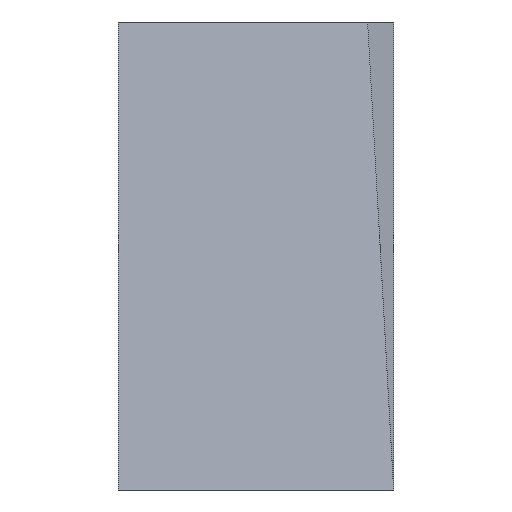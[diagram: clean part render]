
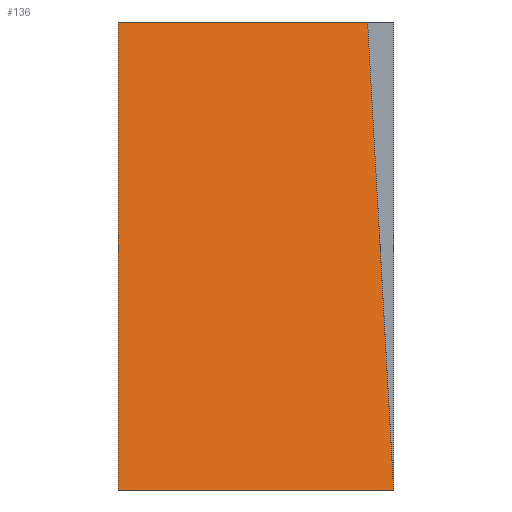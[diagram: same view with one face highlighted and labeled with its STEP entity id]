
A CAD part, left-side view. The second image highlights one B-rep face of the part: STEP entity #136.
In plain terms, the highlighted planar face has unit normal (-0.985, 0, 0.174).
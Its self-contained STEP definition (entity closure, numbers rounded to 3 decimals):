
#25 = LINE ( 'NONE', #114, #74 ) ;
#48 = VECTOR ( 'NONE', #206, 1000. ) ;
#53 = ORIENTED_EDGE ( 'NONE', *, *, #310, .T. ) ;
#62 = EDGE_CURVE ( 'NONE', #371, #215, #205, .T. ) ;
#74 = VECTOR ( 'NONE', #233, 1000. ) ;
#114 = CARTESIAN_POINT ( 'NONE',  ( -14.502, -0.001, 8.5 ) ) ;
#120 = LINE ( 'NONE', #122, #384 ) ;
#122 = CARTESIAN_POINT ( 'NONE',  ( -17.5, 10., -8.5 ) ) ;
#128 = EDGE_CURVE ( 'NONE', #328, #371, #120, .T. ) ;
#136 = ADVANCED_FACE ( 'NONE', ( #337 ), #179, .F. ) ;
#145 = CARTESIAN_POINT ( 'NONE',  ( -17.5, 10., -8.5 ) ) ;
#162 = VERTEX_POINT ( 'NONE', #270 ) ;
#167 = ORIENTED_EDGE ( 'NONE', *, *, #128, .T. ) ;
#174 = DIRECTION ( 'NONE',  ( -0.174, 0., -0.985 ) ) ;
#179 = PLANE ( 'NONE',  #286 ) ;
#185 = CARTESIAN_POINT ( 'NONE',  ( -17.5, 10., -8.5 ) ) ;
#187 = EDGE_CURVE ( 'NONE', #162, #328, #305, .T. ) ;
#205 = LINE ( 'NONE', #329, #48 ) ;
#206 = DIRECTION ( 'NONE',  ( 0.173, 0.055, 0.983 ) ) ;
#207 = VECTOR ( 'NONE', #218, 1000. ) ;
#209 = DIRECTION ( 'NONE',  ( 0.985, 0., -0.174 ) ) ;
#215 = VERTEX_POINT ( 'NONE', #342 ) ;
#218 = DIRECTION ( 'NONE',  ( -0.174, 0., -0.985 ) ) ;
#233 = DIRECTION ( 'NONE',  ( 0., 1., 0. ) ) ;
#245 = DIRECTION ( 'NONE',  ( 0., -1., 0. ) ) ;
#270 = CARTESIAN_POINT ( 'NONE',  ( -14.502, 10., 8.5 ) ) ;
#279 = ORIENTED_EDGE ( 'NONE', *, *, #62, .T. ) ;
#286 = AXIS2_PLACEMENT_3D ( 'NONE', #366, #209, #174 ) ;
#305 = LINE ( 'NONE', #185, #207 ) ;
#310 = EDGE_CURVE ( 'NONE', #215, #162, #25, .T. ) ;
#328 = VERTEX_POINT ( 'NONE', #145 ) ;
#329 = CARTESIAN_POINT ( 'NONE',  ( -17.5, 0., -8.5 ) ) ;
#337 = FACE_OUTER_BOUND ( 'NONE', #348, .T. ) ;
#342 = CARTESIAN_POINT ( 'NONE',  ( -14.502, 0.947, 8.5 ) ) ;
#348 = EDGE_LOOP ( 'NONE', ( #279, #53, #368, #167 ) ) ;
#366 = CARTESIAN_POINT ( 'NONE',  ( -17.5, -0.001, -8.5 ) ) ;
#368 = ORIENTED_EDGE ( 'NONE', *, *, #187, .T. ) ;
#371 = VERTEX_POINT ( 'NONE', #389 ) ;
#384 = VECTOR ( 'NONE', #245, 1000. ) ;
#389 = CARTESIAN_POINT ( 'NONE',  ( -17.5, 0., -8.5 ) ) ;
